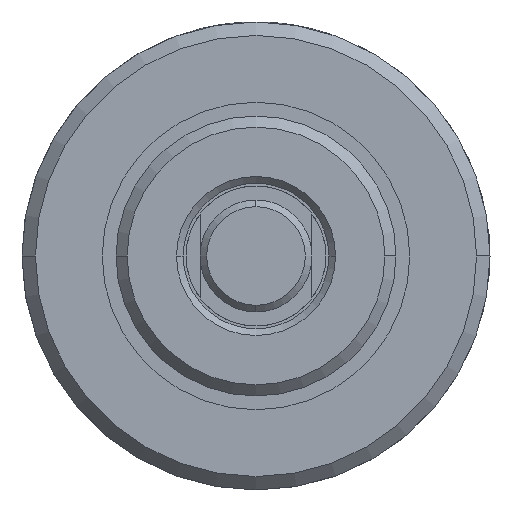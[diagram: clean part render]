
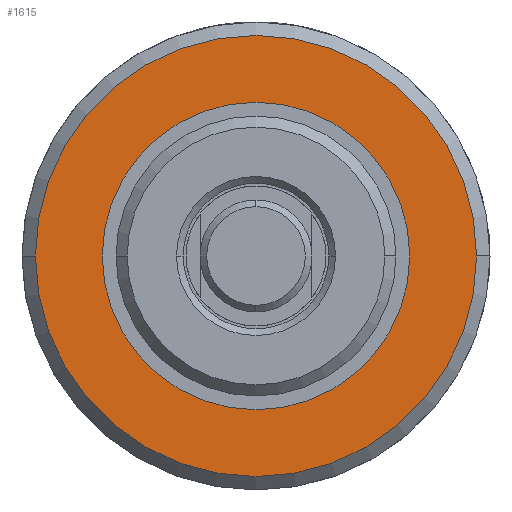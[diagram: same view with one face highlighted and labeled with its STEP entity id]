
A CAD part, left-side view. The second image highlights one B-rep face of the part: STEP entity #1615.
In plain terms, the highlighted planar face has unit normal (-1, 0, 0).
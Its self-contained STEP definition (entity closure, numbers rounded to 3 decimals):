
#1 = AXIS2_PLACEMENT_3D ( 'NONE', #338, #1239, #389 ) ;
#17 = DIRECTION ( 'NONE',  ( 1., 0., 0. ) ) ;
#261 = FACE_BOUND ( 'NONE', #1579, .T. ) ;
#338 = CARTESIAN_POINT ( 'NONE',  ( 20.574, 0., 0. ) ) ;
#389 = DIRECTION ( 'NONE',  ( 0., 0., -1. ) ) ;
#403 = DIRECTION ( 'NONE',  ( 0., 0., -1. ) ) ;
#783 = PLANE ( 'NONE',  #4018 ) ;
#993 = DIRECTION ( 'NONE',  ( 0., 0., -1. ) ) ;
#1065 = CARTESIAN_POINT ( 'NONE',  ( 20.574, 0., 0. ) ) ;
#1234 = CARTESIAN_POINT ( 'NONE',  ( 20.574, 0., 0. ) ) ;
#1239 = DIRECTION ( 'NONE',  ( 1., 0., 0. ) ) ;
#1281 = CARTESIAN_POINT ( 'NONE',  ( 20.574, 0., 25.019 ) ) ;
#1283 = ORIENTED_EDGE ( 'NONE', *, *, #4035, .T. ) ;
#1387 = ORIENTED_EDGE ( 'NONE', *, *, #3639, .T. ) ;
#1556 = DIRECTION ( 'NONE',  ( 1., 0., 0. ) ) ;
#1579 = EDGE_LOOP ( 'NONE', ( #1283, #1387 ) ) ;
#1615 = ADVANCED_FACE ( 'NONE', ( #5367, #261 ), #783, .F. ) ;
#1824 = EDGE_LOOP ( 'NONE', ( #2927, #4569 ) ) ;
#1868 = CIRCLE ( 'NONE', #5066, 17.437 ) ;
#2069 = AXIS2_PLACEMENT_3D ( 'NONE', #3427, #17, #403 ) ;
#2413 = VERTEX_POINT ( 'NONE', #2903 ) ;
#2769 = DIRECTION ( 'NONE',  ( 1., 0., 0. ) ) ;
#2903 = CARTESIAN_POINT ( 'NONE',  ( 20.574, 0., -25.019 ) ) ;
#2927 = ORIENTED_EDGE ( 'NONE', *, *, #4876, .F. ) ;
#3027 = CIRCLE ( 'NONE', #4454, 25.019 ) ;
#3228 = CIRCLE ( 'NONE', #2069, 25.019 ) ;
#3427 = CARTESIAN_POINT ( 'NONE',  ( 20.574, 0., 0. ) ) ;
#3639 = EDGE_CURVE ( 'NONE', #5288, #3826, #5152, .T. ) ;
#3826 = VERTEX_POINT ( 'NONE', #4677 ) ;
#3938 = CARTESIAN_POINT ( 'NONE',  ( 20.574, 0., 17.437 ) ) ;
#4007 = CARTESIAN_POINT ( 'NONE',  ( 20.574, 0., 0. ) ) ;
#4018 = AXIS2_PLACEMENT_3D ( 'NONE', #1234, #1556, #4186 ) ;
#4035 = EDGE_CURVE ( 'NONE', #3826, #5288, #1868, .T. ) ;
#4057 = VERTEX_POINT ( 'NONE', #1281 ) ;
#4186 = DIRECTION ( 'NONE',  ( 0., 0., -1. ) ) ;
#4299 = EDGE_CURVE ( 'NONE', #2413, #4057, #3027, .T. ) ;
#4454 = AXIS2_PLACEMENT_3D ( 'NONE', #4007, #4858, #993 ) ;
#4494 = DIRECTION ( 'NONE',  ( 0., 0., -1. ) ) ;
#4569 = ORIENTED_EDGE ( 'NONE', *, *, #4299, .F. ) ;
#4677 = CARTESIAN_POINT ( 'NONE',  ( 20.574, 0., -17.437 ) ) ;
#4858 = DIRECTION ( 'NONE',  ( 1., 0., 0. ) ) ;
#4876 = EDGE_CURVE ( 'NONE', #4057, #2413, #3228, .T. ) ;
#5066 = AXIS2_PLACEMENT_3D ( 'NONE', #1065, #2769, #4494 ) ;
#5152 = CIRCLE ( 'NONE', #1, 17.437 ) ;
#5288 = VERTEX_POINT ( 'NONE', #3938 ) ;
#5367 = FACE_OUTER_BOUND ( 'NONE', #1824, .T. ) ;
